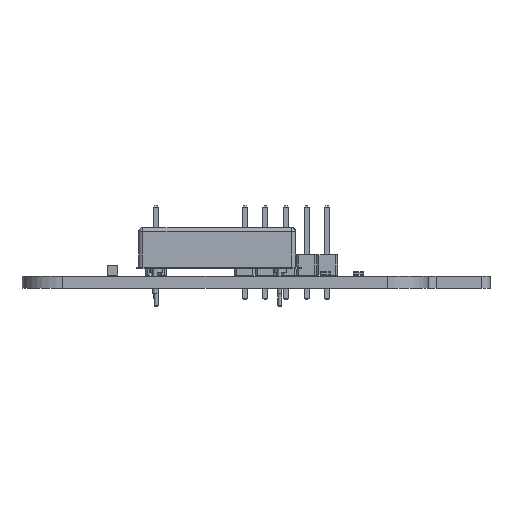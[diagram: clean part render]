
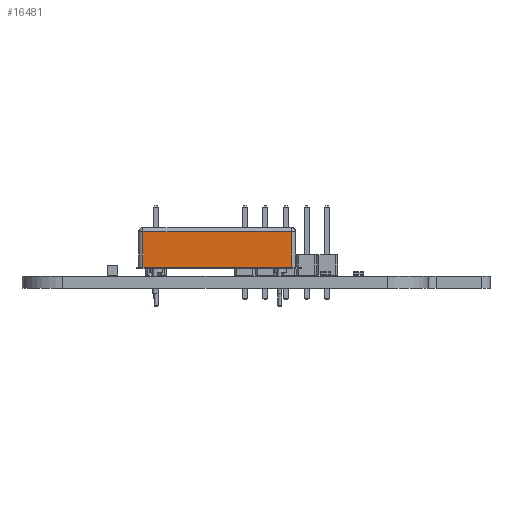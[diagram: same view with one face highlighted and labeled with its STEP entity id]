
A CAD part, left-side view. The second image highlights one B-rep face of the part: STEP entity #16481.
In plain terms, the highlighted face is planar.
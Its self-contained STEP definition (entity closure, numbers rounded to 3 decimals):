
#16108 = VERTEX_POINT('',#16109);
#16109 = CARTESIAN_POINT('',(16.835,9.725,1.));
#16118 = EDGE_CURVE('',#16108,#16119,#16121,.T.);
#16119 = VERTEX_POINT('',#16120);
#16120 = CARTESIAN_POINT('',(-1.465,9.725,1.));
#16121 = LINE('',#16122,#16123);
#16122 = CARTESIAN_POINT('',(7.095,9.725,1.));
#16123 = VECTOR('',#16124,1.);
#16124 = DIRECTION('',(-1.,-0.,-0.));
#16306 = EDGE_CURVE('',#16108,#16307,#16309,.T.);
#16307 = VERTEX_POINT('',#16308);
#16308 = CARTESIAN_POINT('',(16.835,9.725,5.38));
#16309 = LINE('',#16310,#16311);
#16310 = CARTESIAN_POINT('',(16.835,9.725,0.8));
#16311 = VECTOR('',#16312,1.);
#16312 = DIRECTION('',(0.,0.,1.));
#16462 = VERTEX_POINT('',#16463);
#16463 = CARTESIAN_POINT('',(-1.465,9.725,5.38));
#16470 = EDGE_CURVE('',#16119,#16462,#16471,.T.);
#16471 = LINE('',#16472,#16473);
#16472 = CARTESIAN_POINT('',(-1.465,9.725,0.8));
#16473 = VECTOR('',#16474,1.);
#16474 = DIRECTION('',(0.,0.,1.));
#16481 = ADVANCED_FACE('',(#16482),#16493,.F.);
#16482 = FACE_BOUND('',#16483,.F.);
#16483 = EDGE_LOOP('',(#16484,#16485,#16486,#16492));
#16484 = ORIENTED_EDGE('',*,*,#16118,.F.);
#16485 = ORIENTED_EDGE('',*,*,#16306,.T.);
#16486 = ORIENTED_EDGE('',*,*,#16487,.T.);
#16487 = EDGE_CURVE('',#16307,#16462,#16488,.T.);
#16488 = LINE('',#16489,#16490);
#16489 = CARTESIAN_POINT('',(16.835,9.725,5.38));
#16490 = VECTOR('',#16491,1.);
#16491 = DIRECTION('',(-1.,0.,0.));
#16492 = ORIENTED_EDGE('',*,*,#16470,.F.);
#16493 = PLANE('',#16494);
#16494 = AXIS2_PLACEMENT_3D('',#16495,#16496,#16497);
#16495 = CARTESIAN_POINT('',(16.835,9.725,0.8));
#16496 = DIRECTION('',(0.,-1.,0.));
#16497 = DIRECTION('',(-1.,0.,0.));
